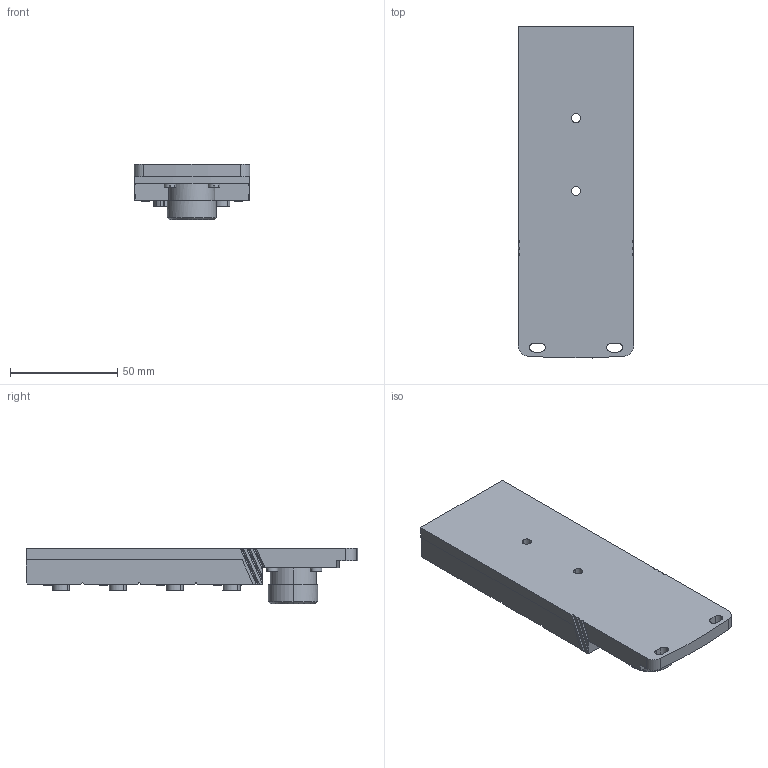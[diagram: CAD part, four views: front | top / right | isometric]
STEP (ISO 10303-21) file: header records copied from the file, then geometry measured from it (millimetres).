
FILE_DESCRIPTION((''),'2;1');
FILE_NAME('1692831-501770','2012-01-05T',('dhelisch'),(''),'PRO/ENGINEER BY PARAMETRIC TECHNOLOGY CORPORATION, 2007250','PRO/ENGINEER BY PARAMETRIC TECHNOLOGY CORPORATION, 2007250','');
FILE_SCHEMA(('CONFIG_CONTROL_DESIGN'));
Length unit declared in the file: millimetre
Products named in the file (1): 1692831-501770
Bounding box: 54 x 154.89 x 26.11 mm (x, y, z)
Volume: 121360.6 mm3; surface area: 30674.4 mm2
Topology: 1 solids, 1 shells, 1070 faces, 3516 edges, 2564 vertices
Faces by surface type: plane 730, cylinder 232, sphere 58, cone 26, bspline 24
Entity records: 54163 total; most frequent: CARTESIAN_POINT 7859, ORIENTED_EDGE 6916, DIRECTION 6172, PRESENTATION_STYLE_ASSIGNMENT 3807, STYLED_ITEM 3459, CURVE_STYLE 3458, EDGE_CURVE 3458, VECTOR 2756
